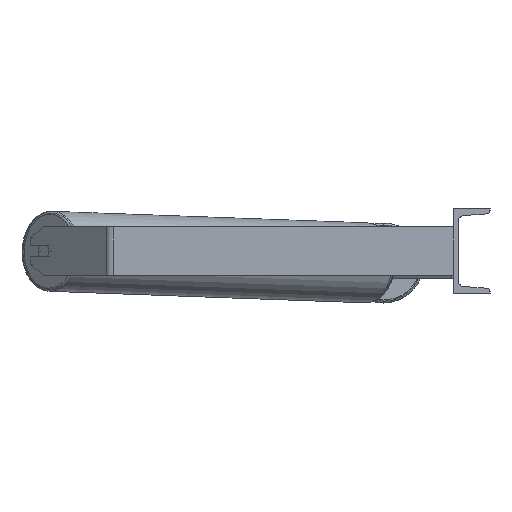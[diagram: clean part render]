
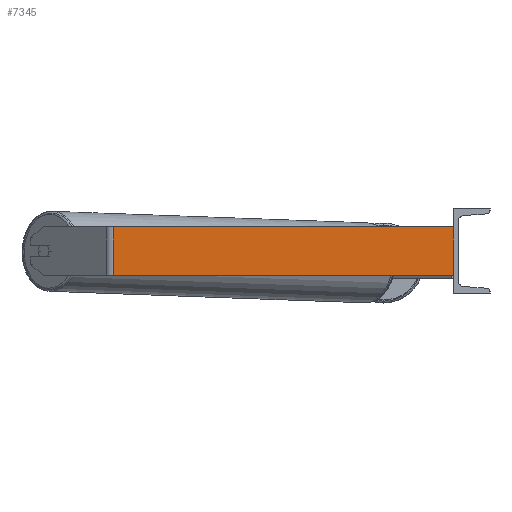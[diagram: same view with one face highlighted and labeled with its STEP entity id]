
A CAD part, left-side view. The second image highlights one B-rep face of the part: STEP entity #7345.
In plain terms, the highlighted planar face has unit normal (-1, 0, 0).
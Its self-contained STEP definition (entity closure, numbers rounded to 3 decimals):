
#655 = LINE ( 'NONE', #3445, #1989 ) ;
#828 = DIRECTION ( 'NONE',  ( 0., 0., -1. ) ) ;
#1115 = ORIENTED_EDGE ( 'NONE', *, *, #4832, .F. ) ;
#1165 = CARTESIAN_POINT ( 'NONE',  ( -1085., 0., 40. ) ) ;
#1185 = DIRECTION ( 'NONE',  ( 1., 0., 0. ) ) ;
#1463 = EDGE_CURVE ( 'NONE', #2138, #4516, #655, .T. ) ;
#1891 = PLANE ( 'NONE',  #7656 ) ;
#1989 = VECTOR ( 'NONE', #2736, 1000. ) ;
#2138 = VERTEX_POINT ( 'NONE', #4357 ) ;
#2188 = LINE ( 'NONE', #7111, #2836 ) ;
#2260 = VERTEX_POINT ( 'NONE', #8704 ) ;
#2314 = CARTESIAN_POINT ( 'NONE',  ( -1085., 0., -40. ) ) ;
#2447 = ORIENTED_EDGE ( 'NONE', *, *, #8208, .T. ) ;
#2736 = DIRECTION ( 'NONE',  ( 0., -1., 0. ) ) ;
#2836 = VECTOR ( 'NONE', #828, 1000. ) ;
#3173 = DIRECTION ( 'NONE',  ( 0., -1., 0. ) ) ;
#3445 = CARTESIAN_POINT ( 'NONE',  ( -1085., 572.329, -40. ) ) ;
#3983 = VECTOR ( 'NONE', #3173, 1000. ) ;
#4357 = CARTESIAN_POINT ( 'NONE',  ( -1085., 565.702, -40. ) ) ;
#4516 = VERTEX_POINT ( 'NONE', #2314 ) ;
#4681 = EDGE_LOOP ( 'NONE', ( #6157, #1115, #7715, #2447 ) ) ;
#4703 = VECTOR ( 'NONE', #7493, 1000. ) ;
#4832 = EDGE_CURVE ( 'NONE', #2260, #4516, #8091, .T. ) ;
#5297 = LINE ( 'NONE', #8781, #3983 ) ;
#5807 = CARTESIAN_POINT ( 'NONE',  ( -1085., 565.702, 40. ) ) ;
#6157 = ORIENTED_EDGE ( 'NONE', *, *, #1463, .T. ) ;
#6358 = CARTESIAN_POINT ( 'NONE',  ( -1085., 572.329, 40. ) ) ;
#7111 = CARTESIAN_POINT ( 'NONE',  ( -1085., 565.702, 40. ) ) ;
#7240 = EDGE_CURVE ( 'NONE', #8236, #2260, #5297, .T. ) ;
#7345 = ADVANCED_FACE ( 'NONE', ( #8113 ), #1891, .F. ) ;
#7493 = DIRECTION ( 'NONE',  ( 0., 0., -1. ) ) ;
#7656 = AXIS2_PLACEMENT_3D ( 'NONE', #6358, #1185, #8828 ) ;
#7715 = ORIENTED_EDGE ( 'NONE', *, *, #7240, .F. ) ;
#8091 = LINE ( 'NONE', #1165, #4703 ) ;
#8113 = FACE_OUTER_BOUND ( 'NONE', #4681, .T. ) ;
#8208 = EDGE_CURVE ( 'NONE', #8236, #2138, #2188, .T. ) ;
#8236 = VERTEX_POINT ( 'NONE', #5807 ) ;
#8704 = CARTESIAN_POINT ( 'NONE',  ( -1085., 0., 40. ) ) ;
#8781 = CARTESIAN_POINT ( 'NONE',  ( -1085., 572.329, 40. ) ) ;
#8828 = DIRECTION ( 'NONE',  ( 0., 1., 0. ) ) ;
